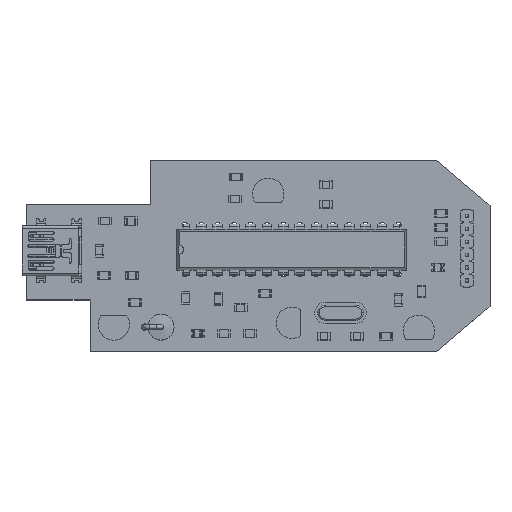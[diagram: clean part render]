
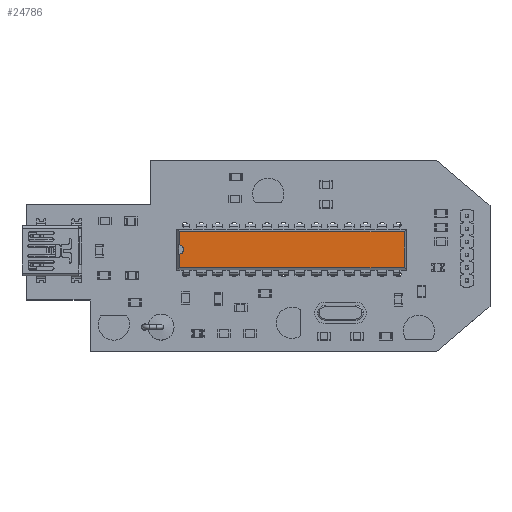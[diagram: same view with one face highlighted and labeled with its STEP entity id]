
A CAD part, top view. The second image highlights one B-rep face of the part: STEP entity #24786.
In plain terms, the highlighted planar face has unit normal (0, 0, 1).
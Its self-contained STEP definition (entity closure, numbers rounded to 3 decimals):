
#18804 = VERTEX_POINT('',#18805);
#18805 = CARTESIAN_POINT('',(6.586,0.871,3.68));
#18810 = EDGE_CURVE('',#18811,#18804,#18813,.T.);
#18811 = VERTEX_POINT('',#18812);
#18812 = CARTESIAN_POINT('',(6.586,-33.891,3.68));
#18813 = LINE('',#18814,#18815);
#18814 = CARTESIAN_POINT('',(6.586,-33.891,3.68));
#18815 = VECTOR('',#18816,1.);
#18816 = DIRECTION('',(0.,1.,0.));
#21570 = VERTEX_POINT('',#21571);
#21571 = CARTESIAN_POINT('',(1.034,0.871,3.68));
#21576 = EDGE_CURVE('',#21577,#21570,#21579,.T.);
#21577 = VERTEX_POINT('',#21578);
#21578 = CARTESIAN_POINT('',(3.064,0.871,3.68));
#21579 = LINE('',#21580,#21581);
#21580 = CARTESIAN_POINT('',(6.586,0.871,3.68));
#21581 = VECTOR('',#21582,1.);
#21582 = DIRECTION('',(-1.,0.,0.));
#21797 = VERTEX_POINT('',#21798);
#21798 = CARTESIAN_POINT('',(4.556,0.871,3.68));
#21902 = EDGE_CURVE('',#18804,#21797,#21903,.T.);
#21903 = LINE('',#21904,#21905);
#21904 = CARTESIAN_POINT('',(6.586,0.871,3.68));
#21905 = VECTOR('',#21906,1.);
#21906 = DIRECTION('',(-1.,0.,0.));
#22016 = VERTEX_POINT('',#22017);
#22017 = CARTESIAN_POINT('',(1.034,-33.891,3.68));
#22022 = EDGE_CURVE('',#21570,#22016,#22023,.T.);
#22023 = LINE('',#22024,#22025);
#22024 = CARTESIAN_POINT('',(1.034,0.871,3.68));
#22025 = VECTOR('',#22026,1.);
#22026 = DIRECTION('',(0.,-1.,0.));
#24775 = EDGE_CURVE('',#22016,#18811,#24776,.T.);
#24776 = LINE('',#24777,#24778);
#24777 = CARTESIAN_POINT('',(1.034,-33.891,3.68));
#24778 = VECTOR('',#24779,1.);
#24779 = DIRECTION('',(1.,0.,0.));
#24786 = ADVANCED_FACE('',(#24787),#24810,.F.);
#24787 = FACE_BOUND('',#24788,.F.);
#24788 = EDGE_LOOP('',(#24789,#24790,#24791,#24792,#24793,#24802,#24809)
  );
#24789 = ORIENTED_EDGE('',*,*,#18810,.F.);
#24790 = ORIENTED_EDGE('',*,*,#24775,.F.);
#24791 = ORIENTED_EDGE('',*,*,#22022,.F.);
#24792 = ORIENTED_EDGE('',*,*,#21576,.F.);
#24793 = ORIENTED_EDGE('',*,*,#24794,.F.);
#24794 = EDGE_CURVE('',#24795,#21577,#24797,.T.);
#24795 = VERTEX_POINT('',#24796);
#24796 = CARTESIAN_POINT('',(3.81,0.196,3.68));
#24797 = CIRCLE('',#24798,0.75);
#24798 = AXIS2_PLACEMENT_3D('',#24799,#24800,#24801);
#24799 = CARTESIAN_POINT('',(3.81,0.946,3.68));
#24800 = DIRECTION('',(0.,-0.,-1.));
#24801 = DIRECTION('',(0.,-1.,0.));
#24802 = ORIENTED_EDGE('',*,*,#24803,.F.);
#24803 = EDGE_CURVE('',#21797,#24795,#24804,.T.);
#24804 = CIRCLE('',#24805,0.75);
#24805 = AXIS2_PLACEMENT_3D('',#24806,#24807,#24808);
#24806 = CARTESIAN_POINT('',(3.81,0.946,3.68));
#24807 = DIRECTION('',(0.,-0.,-1.));
#24808 = DIRECTION('',(0.,-1.,0.));
#24809 = ORIENTED_EDGE('',*,*,#21902,.F.);
#24810 = PLANE('',#24811);
#24811 = AXIS2_PLACEMENT_3D('',#24812,#24813,#24814);
#24812 = CARTESIAN_POINT('',(6.586,-33.891,3.68));
#24813 = DIRECTION('',(-0.,0.,-1.));
#24814 = DIRECTION('',(-0.158,0.987,0.));
